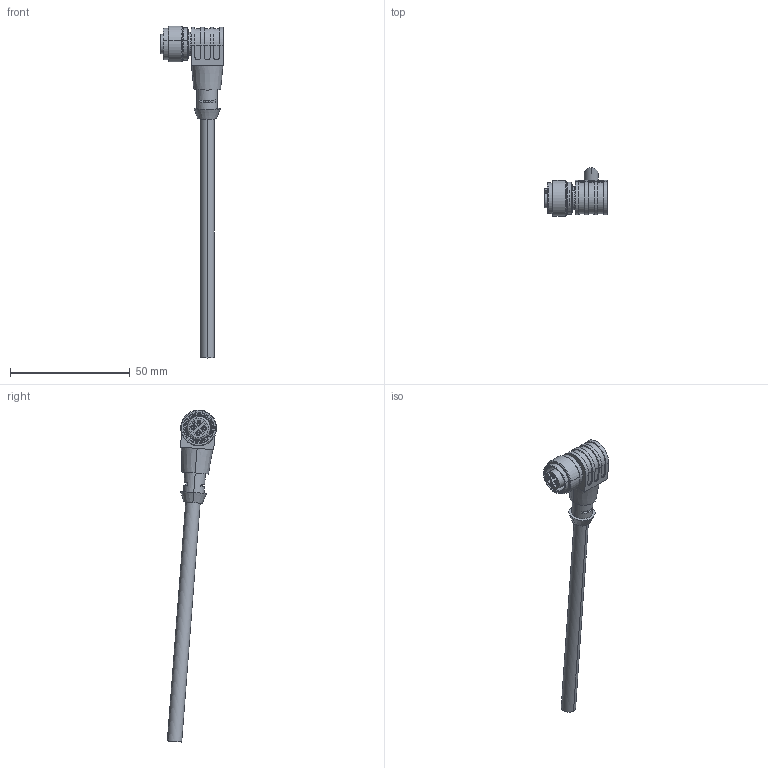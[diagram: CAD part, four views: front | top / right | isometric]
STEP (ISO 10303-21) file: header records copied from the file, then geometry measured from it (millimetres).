
FILE_DESCRIPTION((''),'2;1');
FILE_NAME('ELK4P2-M-P00_ASM','2019-03-26T',('xin.jin'),(''),'PRO/ENGINEER BY PARAMETRIC TECHNOLOGY CORPORATION, 2012060','PRO/ENGINEER BY PARAMETRIC TECHNOLOGY CORPORATION, 2012060','');
FILE_SCHEMA(('AUTOMOTIVE_DESIGN { 1 0 10303 214 1 1 1 1 }'));
Length unit declared in the file: millimetre
Products named in the file (1): ELK4P2-M-P00_ASM
Bounding box: 26.2 x 20.56 x 138.59 mm (x, y, z)
Volume: 8584.7 mm3; surface area: 5919.1 mm2
Topology: 1 solids, 6 shells, 368 faces, 1097 edges, 721 vertices
Faces by surface type: plane 212, cylinder 132, cone 20, torus 4
Entity records: 12776 total; most frequent: CARTESIAN_POINT 2368, DIRECTION 2235, ORIENTED_EDGE 2194, EDGE_CURVE 1097, AXIS2_PLACEMENT_3D 808, VERTEX_POINT 721, VECTOR 619, LINE 619
